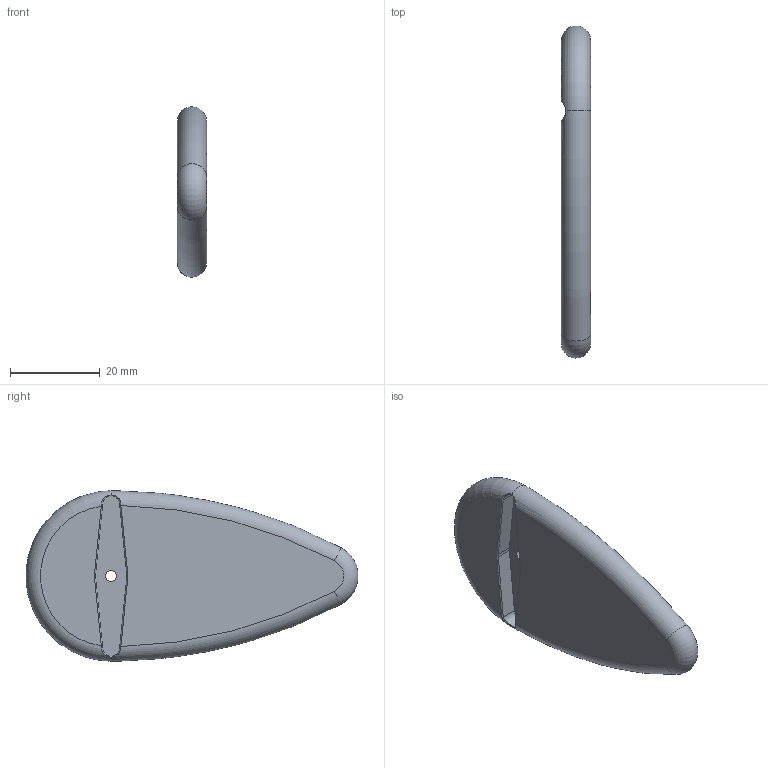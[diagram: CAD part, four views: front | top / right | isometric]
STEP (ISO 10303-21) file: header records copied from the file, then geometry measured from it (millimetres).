
FILE_DESCRIPTION(/* description */ (''),/* implementation_level */ '2;1');
FILE_NAME(/* name */ 'rsc_flipper v8.step',/* time_stamp */ '2023-05-20T17:06:49+03:00',/* author */ (''),/* organization */ (''),/* preprocessor_version */ 'ST-DEVELOPER v19.2',/* originating_system */ 'Autodesk Translation Framework v12.4.0.73',/* authorisation */ '');
FILE_SCHEMA (('AUTOMOTIVE_DESIGN { 1 0 10303 214 3 1 1 }'));
Length unit declared in the file: millimetre
Products named in the file (1): rsc_flipper
Bounding box: 6.5 x 74.08 x 37.99 mm (x, y, z)
Volume: 12295.1 mm3; surface area: 5208.2 mm2
Topology: 1 solids, 1 shells, 39 faces, 97 edges, 61 vertices
Faces by surface type: plane 13, bspline 12, cylinder 6, torus 5, cone 3
Full cylindrical faces by diameter (mm): 2.45 x1, 5.1 x1
Entity records: 1489 total; most frequent: CARTESIAN_POINT 592, ORIENTED_EDGE 194, DIRECTION 149, EDGE_CURVE 97, VERTEX_POINT 61, AXIS2_PLACEMENT_3D 56, EDGE_LOOP 42, FACE_OUTER_BOUND 39
